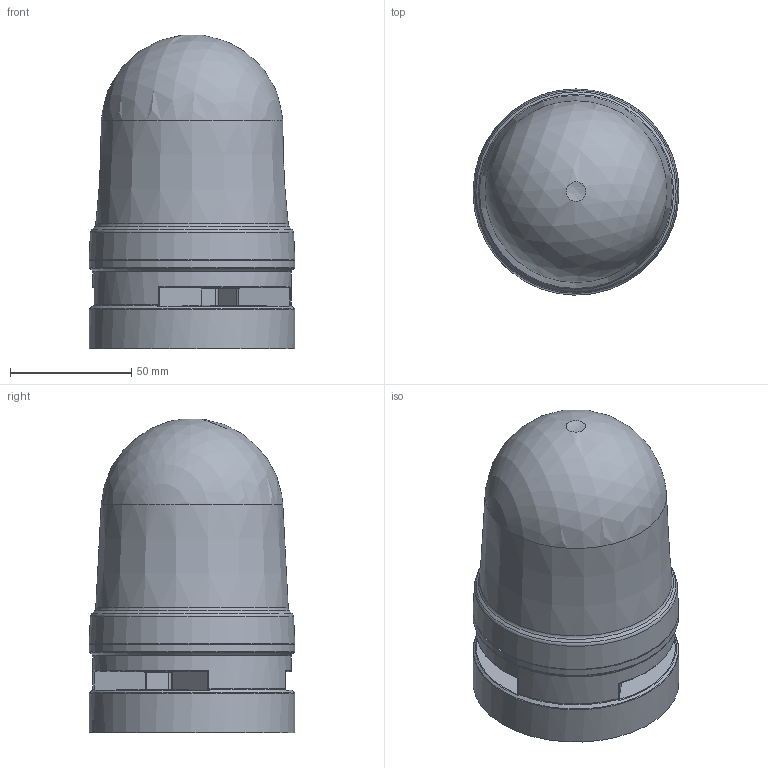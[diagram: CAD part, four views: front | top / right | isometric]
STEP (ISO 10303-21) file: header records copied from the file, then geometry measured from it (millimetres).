
FILE_DESCRIPTION(/* description */ ('Customer-3D YE'),/* implementation_level */ '2;1');
FILE_NAME(/* name */ '100000011362_prt_000.step',/* time_stamp */ '2022-04-19T11:58:14+02:00',/* author */ ('JENNERT'),/* organization */ ('WERMA Signaltechnik GmbH+Co.KG'),/* preprocessor_version */ 'ST-DEVELOPER v17',/* originating_system */ 'Autodesk Inventor 2018',/* authorisation */ 'public');
FILE_SCHEMA (('AUTOMOTIVE_DESIGN { 1 0 10303 214 3 1 1 }'));
Length unit declared in the file: millimetre
Products named in the file (1): 100000011362_prt_000_1
Bounding box: 85 x 85 x 129.58 mm (x, y, z)
Volume: 484082.6 mm3; surface area: 50425.2 mm2
Topology: 1 solids, 1 shells, 186 faces, 522 edges, 353 vertices
Faces by surface type: plane 75, bspline 51, cylinder 31, cone 15, torus 12, sphere 2
Full cylindrical faces by diameter (mm): 79.214 x1, 82 x1, 85 x2
Entity records: 7484 total; most frequent: CARTESIAN_POINT 2866, ORIENTED_EDGE 1040, DIRECTION 724, EDGE_CURVE 520, VERTEX_POINT 353, AXIS2_PLACEMENT_3D 259, LINE 206, VECTOR 206
